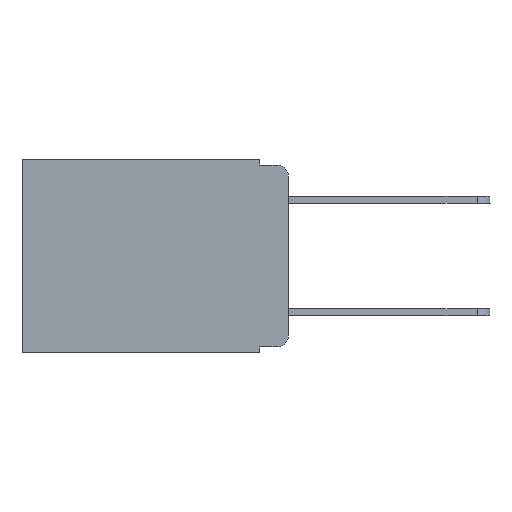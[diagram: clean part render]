
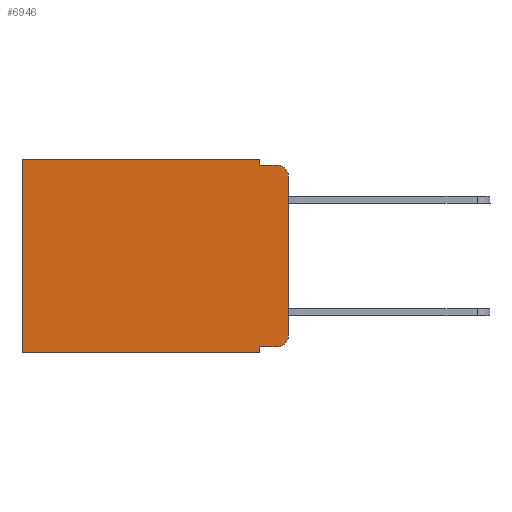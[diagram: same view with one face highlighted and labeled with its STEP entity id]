
A CAD part, left-side view. The second image highlights one B-rep face of the part: STEP entity #6946.
In plain terms, the highlighted planar face has unit normal (-1, 0, 0).
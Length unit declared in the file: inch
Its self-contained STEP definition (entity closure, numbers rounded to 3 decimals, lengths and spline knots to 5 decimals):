
#13 = EDGE_CURVE ( 'NONE', #6518, #8247, #6826, .T. ) ;
#201 = EDGE_CURVE ( 'NONE', #7109, #1654, #5073, .T. ) ;
#365 = ORIENTED_EDGE ( 'NONE', *, *, #997, .T. ) ;
#830 = VERTEX_POINT ( 'NONE', #3013 ) ;
#997 = EDGE_CURVE ( 'NONE', #6903, #10087, #8261, .T. ) ;
#1077 = AXIS2_PLACEMENT_3D ( 'NONE', #2312, #6190, #3754 ) ;
#1169 = EDGE_LOOP ( 'NONE', ( #3812, #1481, #6653, #7292, #9747, #3373, #4359, #6447, #8047, #365 ) ) ;
#1351 = DIRECTION ( 'NONE',  ( 0., 0., -1. ) ) ;
#1450 = CARTESIAN_POINT ( 'NONE',  ( 0.298, 0.051, -0.01 ) ) ;
#1481 = ORIENTED_EDGE ( 'NONE', *, *, #2910, .T. ) ;
#1582 = DIRECTION ( 'NONE',  ( -1., 0., 0. ) ) ;
#1654 = VERTEX_POINT ( 'NONE', #1450 ) ;
#1989 = DIRECTION ( 'NONE',  ( -1., 0., 0. ) ) ;
#2201 = EDGE_CURVE ( 'NONE', #7296, #8247, #7084, .T. ) ;
#2225 = DIRECTION ( 'NONE',  ( 0., 1., 0. ) ) ;
#2312 = CARTESIAN_POINT ( 'NONE',  ( 0.298, 0., 0. ) ) ;
#2328 = AXIS2_PLACEMENT_3D ( 'NONE', #8681, #1582, #6449 ) ;
#2455 = CARTESIAN_POINT ( 'NONE',  ( 0.298, 0.051, -0.01 ) ) ;
#2680 = CARTESIAN_POINT ( 'NONE',  ( 0.298, 0., -0.03 ) ) ;
#2910 = EDGE_CURVE ( 'NONE', #4008, #830, #4382, .T. ) ;
#3013 = CARTESIAN_POINT ( 'NONE',  ( 0.298, 0.02, -0.01 ) ) ;
#3025 = CARTESIAN_POINT ( 'NONE',  ( 0.298, 0.051, 0. ) ) ;
#3172 = DIRECTION ( 'NONE',  ( 0., 0., -1. ) ) ;
#3373 = ORIENTED_EDGE ( 'NONE', *, *, #2201, .T. ) ;
#3374 = CARTESIAN_POINT ( 'NONE',  ( 0.298, 0.051, 0. ) ) ;
#3485 = DIRECTION ( 'NONE',  ( 0., -1., 0. ) ) ;
#3587 = LINE ( 'NONE', #5983, #4396 ) ;
#3628 = CARTESIAN_POINT ( 'NONE',  ( 0.298, 0., 0. ) ) ;
#3754 = DIRECTION ( 'NONE',  ( 0., 0., -1. ) ) ;
#3756 = CARTESIAN_POINT ( 'NONE',  ( 0.298, 0.473, -0.343 ) ) ;
#3807 = FACE_OUTER_BOUND ( 'NONE', #1169, .T. ) ;
#3812 = ORIENTED_EDGE ( 'NONE', *, *, #5433, .F. ) ;
#3819 = CARTESIAN_POINT ( 'NONE',  ( 0.298, 0.051, -0.343 ) ) ;
#4008 = VERTEX_POINT ( 'NONE', #2680 ) ;
#4121 = VECTOR ( 'NONE', #9743, 39.37008 ) ;
#4359 = ORIENTED_EDGE ( 'NONE', *, *, #13, .F. ) ;
#4382 = CIRCLE ( 'NONE', #6843, 0.02 ) ;
#4396 = VECTOR ( 'NONE', #3485, 39.37008 ) ;
#4408 = EDGE_CURVE ( 'NONE', #6132, #6518, #10210, .T. ) ;
#4825 = CARTESIAN_POINT ( 'NONE',  ( 0.298, 0., 0. ) ) ;
#4864 = CARTESIAN_POINT ( 'NONE',  ( 0.298, 0.051, 0. ) ) ;
#4914 = CARTESIAN_POINT ( 'NONE',  ( 0.298, 0., -0.313 ) ) ;
#5073 = LINE ( 'NONE', #3374, #4121 ) ;
#5201 = VECTOR ( 'NONE', #3172, 39.37008 ) ;
#5433 = EDGE_CURVE ( 'NONE', #4008, #10087, #5621, .T. ) ;
#5607 = DIRECTION ( 'NONE',  ( 0., -1., 0. ) ) ;
#5621 = LINE ( 'NONE', #4825, #7809 ) ;
#5898 = CARTESIAN_POINT ( 'NONE',  ( 0.298, 0.473, 0. ) ) ;
#5983 = CARTESIAN_POINT ( 'NONE',  ( 0.298, 0.051, -0.333 ) ) ;
#6132 = VERTEX_POINT ( 'NONE', #9166 ) ;
#6190 = DIRECTION ( 'NONE',  ( 1., 0., 0. ) ) ;
#6224 = VECTOR ( 'NONE', #6319, 39.37008 ) ;
#6319 = DIRECTION ( 'NONE',  ( 0., 0., -1. ) ) ;
#6447 = ORIENTED_EDGE ( 'NONE', *, *, #4408, .F. ) ;
#6449 = DIRECTION ( 'NONE',  ( 0., 0., -1. ) ) ;
#6518 = VERTEX_POINT ( 'NONE', #3819 ) ;
#6609 = VECTOR ( 'NONE', #8174, 39.37008 ) ;
#6653 = ORIENTED_EDGE ( 'NONE', *, *, #9933, .F. ) ;
#6826 = LINE ( 'NONE', #8955, #6609 ) ;
#6843 = AXIS2_PLACEMENT_3D ( 'NONE', #8456, #1989, #1351 ) ;
#6850 = PLANE ( 'NONE',  #1077 ) ;
#6903 = VERTEX_POINT ( 'NONE', #10068 ) ;
#6946 = ADVANCED_FACE ( 'NONE', ( #3807 ), #6850, .F. ) ;
#7084 = LINE ( 'NONE', #5898, #5201 ) ;
#7109 = VERTEX_POINT ( 'NONE', #4864 ) ;
#7248 = EDGE_CURVE ( 'NONE', #6132, #6903, #3587, .T. ) ;
#7292 = ORIENTED_EDGE ( 'NONE', *, *, #201, .F. ) ;
#7296 = VERTEX_POINT ( 'NONE', #7419 ) ;
#7383 = VECTOR ( 'NONE', #2225, 39.37008 ) ;
#7419 = CARTESIAN_POINT ( 'NONE',  ( 0.298, 0.473, 0. ) ) ;
#7767 = LINE ( 'NONE', #3628, #7383 ) ;
#7809 = VECTOR ( 'NONE', #8039, 39.37008 ) ;
#7842 = EDGE_CURVE ( 'NONE', #7109, #7296, #7767, .T. ) ;
#8039 = DIRECTION ( 'NONE',  ( 0., 0., -1. ) ) ;
#8047 = ORIENTED_EDGE ( 'NONE', *, *, #7248, .T. ) ;
#8174 = DIRECTION ( 'NONE',  ( 0., 1., 0. ) ) ;
#8247 = VERTEX_POINT ( 'NONE', #3756 ) ;
#8261 = CIRCLE ( 'NONE', #2328, 0.02 ) ;
#8456 = CARTESIAN_POINT ( 'NONE',  ( 0.298, 0.02, -0.03 ) ) ;
#8681 = CARTESIAN_POINT ( 'NONE',  ( 0.298, 0.02, -0.313 ) ) ;
#8955 = CARTESIAN_POINT ( 'NONE',  ( 0.298, 0., -0.343 ) ) ;
#9166 = CARTESIAN_POINT ( 'NONE',  ( 0.298, 0.051, -0.333 ) ) ;
#9539 = LINE ( 'NONE', #2455, #9900 ) ;
#9743 = DIRECTION ( 'NONE',  ( 0., 0., -1. ) ) ;
#9747 = ORIENTED_EDGE ( 'NONE', *, *, #7842, .T. ) ;
#9900 = VECTOR ( 'NONE', #5607, 39.37008 ) ;
#9933 = EDGE_CURVE ( 'NONE', #1654, #830, #9539, .T. ) ;
#10068 = CARTESIAN_POINT ( 'NONE',  ( 0.298, 0.02, -0.333 ) ) ;
#10087 = VERTEX_POINT ( 'NONE', #4914 ) ;
#10210 = LINE ( 'NONE', #3025, #6224 ) ;
